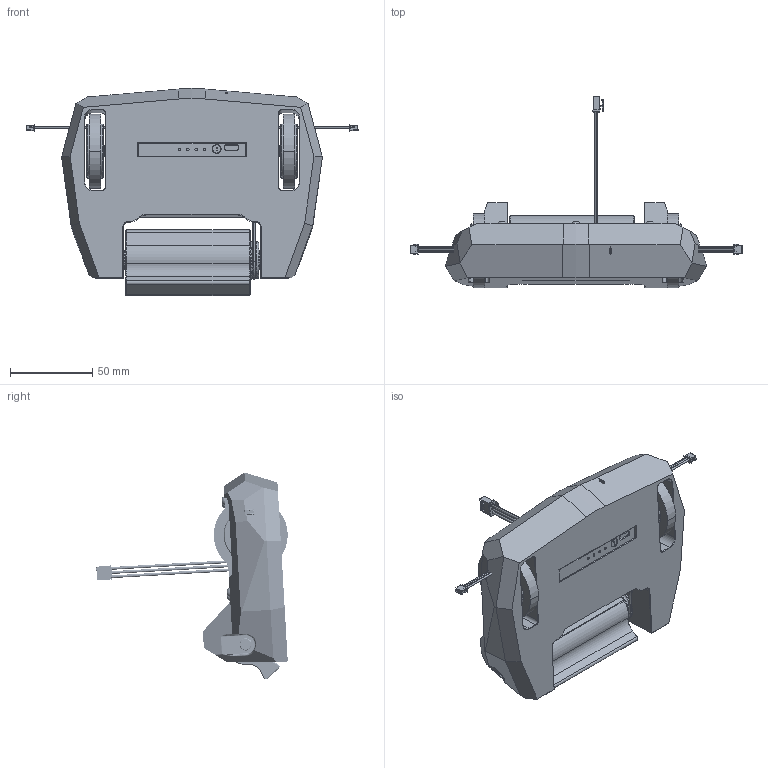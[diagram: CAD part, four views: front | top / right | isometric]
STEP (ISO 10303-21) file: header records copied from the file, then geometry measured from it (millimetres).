
FILE_DESCRIPTION((''),'2;1');
FILE_NAME('000_ASM','2024-03-26T11:03:59',('77678'),(''),'CREO PARAMETRIC BY PTC INC, 2020053','CREO PARAMETRIC BY PTC INC, 2020053','');
FILE_SCHEMA(('AP242_MANAGED_MODEL_BASED_3D_ENGINEERING_MIM_LF { 1 0 10303 442 1 1 4 }'));
Products named in the file (31): _X2_8F74627F_X0_MF104ZZ; GB_FASTENER_SCREWS_HSHCS_M2X6-N; _X2_4E3B52A88F6E_X0_; _X2_30104FDD5BC63011_X0_EM40D_1; _X2_6B6656687535673A56FA5B9A5EA; _X2_6B6656687535673A7EC44EF6_X0_ASM; _X2_30104FDD5BC63011_X0_E-78060; _X2_5185516D89D287BA4E1D_X0__M4; GB_HEXAGON_TYPE9_M4-N2_GB_HEXAG; _X2_58F34F53_X0_; _X2_535572599F136B665668_X0_; _X2_30104FDD5BC63011_X0_E-16511; _X2_76D6677F_X0_; GB_SOCKET_TYPE7_M3X8-N1_GB_SOCK; E-159910001; E-162500001; E-165010001; NONE; E-702450001; E-738020001; E-740600001; E-762110001; _1236610001; _1293620001; _1298830001; _X2_30104FDD5BC63011_X0_E-38478_ASM; _X2_30104FDD5BC63011_X0_EM40D_2; 300202312260001; O0; 30045MM202312260001; 000_ASM
Assembly tree (47 placements, depth 3):
  000_ASM
    _X2_8F74627F_X0_MF104ZZ  x2
    _X2_6B6656687535673A7EC44EF6_X0_ASM
      GB_FASTENER_SCREWS_HSHCS_M2X6-N  x6
      _X2_4E3B52A88F6E_X0_
      _X2_30104FDD5BC63011_X0_EM40D_1
      _X2_6B6656687535673A56FA5B9A5EA
    _X2_30104FDD5BC63011_X0_E-78060  x2
    _X2_5185516D89D287BA4E1D_X0__M4
    GB_HEXAGON_TYPE9_M4-N2_GB_HEXAG
    _X2_58F34F53_X0_
    _X2_535572599F136B665668_X0_
    _X2_30104FDD5BC63011_X0_E-16511
    _X2_76D6677F_X0_
    GB_SOCKET_TYPE7_M3X8-N1_GB_SOCK  x9
    _X2_30104FDD5BC63011_X0_E-38478_ASM
      E-159910001
      E-162500001
      E-165010001
      NONE
      E-702450001
      E-738020001
      E-740600001
      E-762110001
      _1236610001
      _1293620001
      _1298830001
    _X2_30104FDD5BC63011_X0_EM40D_2
    300202312260001  x2
    O0
    30045MM202312260001  x2
Bounding box: 202 x 116.49 x 125.98 mm (x, y, z)
Volume: 387709 mm3; surface area: 147594.8 mm2
Topology: 45 solids, 56 shells, 7568 faces, 20205 edges, 13230 vertices
Faces by surface type: plane 5119, cylinder 1061, extrusion 634, cone 412, torus 212, bspline 72, sphere 58
Entity records: 211464 total; most frequent: CARTESIAN_POINT 63247, ORIENTED_EDGE 31388, DIRECTION 27965, EDGE_CURVE 15694, VECTOR 12147, LINE 11725, VERTEX_POINT 10325, AXIS2_PLACEMENT_3D 7909
